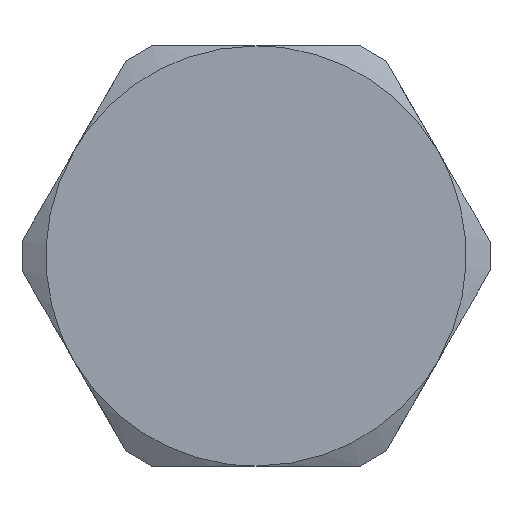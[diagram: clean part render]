
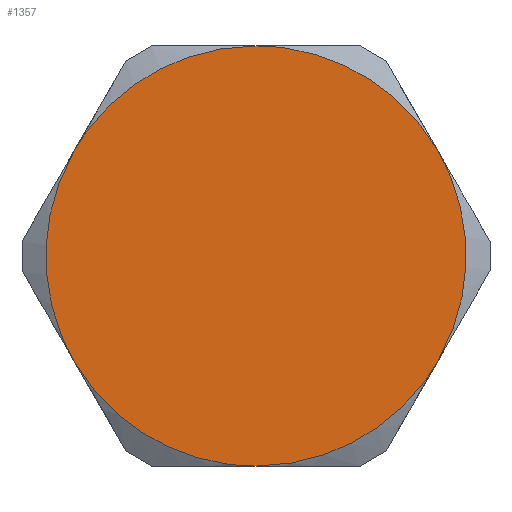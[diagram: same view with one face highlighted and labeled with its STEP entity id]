
A CAD part, left-side view. The second image highlights one B-rep face of the part: STEP entity #1357.
In plain terms, the highlighted free-form (B-spline) face has degree [1, 1] with [2, 2] control points.
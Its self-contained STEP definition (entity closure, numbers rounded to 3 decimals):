
#714 = VERTEX_POINT('', #715);
#715 = CARTESIAN_POINT('', (-14., 0., -16.));
#723 = EDGE_CURVE('', #724, #714, #726, .T.);
#724 = VERTEX_POINT('', #725);
#725 = CARTESIAN_POINT('', (-14., 13.856, -8.));
#726 = (
   BOUNDED_CURVE ()
   B_SPLINE_CURVE (2, (#727, #728, #729), .UNSPECIFIED., .F., .U.)
   B_SPLINE_CURVE_WITH_KNOTS ((3, 3), (120., 180.), .UNSPECIFIED.)
   CURVE ()
   GEOMETRIC_REPRESENTATION_ITEM ()
   RATIONAL_B_SPLINE_CURVE ((1., 0.866, 1.))
   REPRESENTATION_ITEM ('')
);
#727 = CARTESIAN_POINT('', (-14., 13.856, -8.));
#728 = CARTESIAN_POINT('', (-14., 9.238, -16.));
#729 = CARTESIAN_POINT('', (-14., 0., -16.));
#767 = EDGE_CURVE('', #768, #724, #770, .T.);
#768 = VERTEX_POINT('', #769);
#769 = CARTESIAN_POINT('', (-14., 13.856, 8.));
#770 = (
   BOUNDED_CURVE ()
   B_SPLINE_CURVE (2, (#771, #772, #773), .UNSPECIFIED., .F., .U.)
   B_SPLINE_CURVE_WITH_KNOTS ((3, 3), (60., 120.), .UNSPECIFIED.)
   CURVE ()
   GEOMETRIC_REPRESENTATION_ITEM ()
   RATIONAL_B_SPLINE_CURVE ((1., 0.866, 1.))
   REPRESENTATION_ITEM ('')
);
#771 = CARTESIAN_POINT('', (-14., 13.856, 8.));
#772 = CARTESIAN_POINT('', (-14., 18.475, 0.));
#773 = CARTESIAN_POINT('', (-14., 13.856, -8.));
#820 = VERTEX_POINT('', #821);
#821 = CARTESIAN_POINT('', (-14., -13.856, -8.));
#827 = EDGE_CURVE('', #714, #820, #828, .T.);
#828 = (
   BOUNDED_CURVE ()
   B_SPLINE_CURVE (2, (#829, #830, #831), .UNSPECIFIED., .F., .U.)
   B_SPLINE_CURVE_WITH_KNOTS ((3, 3), (180., 240.), .UNSPECIFIED.)
   CURVE ()
   GEOMETRIC_REPRESENTATION_ITEM ()
   RATIONAL_B_SPLINE_CURVE ((1., 0.866, 1.))
   REPRESENTATION_ITEM ('')
);
#829 = CARTESIAN_POINT('', (-14., 0., -16.));
#830 = CARTESIAN_POINT('', (-14., -9.238, -16.));
#831 = CARTESIAN_POINT('', (-14., -13.856, -8.));
#850 = VERTEX_POINT('', #851);
#851 = CARTESIAN_POINT('', (-14., 0., 16.));
#871 = EDGE_CURVE('', #850, #768, #872, .T.);
#872 = (
   BOUNDED_CURVE ()
   B_SPLINE_CURVE (2, (#873, #874, #875), .UNSPECIFIED., .F., .U.)
   B_SPLINE_CURVE_WITH_KNOTS ((3, 3), (0., 60.), .UNSPECIFIED.)
   CURVE ()
   GEOMETRIC_REPRESENTATION_ITEM ()
   RATIONAL_B_SPLINE_CURVE ((1., 0.866, 1.))
   REPRESENTATION_ITEM ('')
);
#873 = CARTESIAN_POINT('', (-14., 0., 16.));
#874 = CARTESIAN_POINT('', (-14., 9.238, 16.));
#875 = CARTESIAN_POINT('', (-14., 13.856, 8.));
#892 = VERTEX_POINT('', #893);
#893 = CARTESIAN_POINT('', (-14., -13.856, 8.));
#901 = EDGE_CURVE('', #820, #892, #902, .T.);
#902 = (
   BOUNDED_CURVE ()
   B_SPLINE_CURVE (2, (#903, #904, #905), .UNSPECIFIED., .F., .U.)
   B_SPLINE_CURVE_WITH_KNOTS ((3, 3), (240., 300.), .UNSPECIFIED.)
   CURVE ()
   GEOMETRIC_REPRESENTATION_ITEM ()
   RATIONAL_B_SPLINE_CURVE ((1., 0.866, 1.))
   REPRESENTATION_ITEM ('')
);
#903 = CARTESIAN_POINT('', (-14., -13.856, -8.));
#904 = CARTESIAN_POINT('', (-14., -18.475, 0.));
#905 = CARTESIAN_POINT('', (-14., -13.856, 8.));
#957 = EDGE_CURVE('', #892, #850, #958, .T.);
#958 = (
   BOUNDED_CURVE ()
   B_SPLINE_CURVE (2, (#959, #960, #961), .UNSPECIFIED., .F., .U.)
   B_SPLINE_CURVE_WITH_KNOTS ((3, 3), (300., 360.), .UNSPECIFIED.)
   CURVE ()
   GEOMETRIC_REPRESENTATION_ITEM ()
   RATIONAL_B_SPLINE_CURVE ((1., 0.866, 1.))
   REPRESENTATION_ITEM ('')
);
#959 = CARTESIAN_POINT('', (-14., -13.856, 8.));
#960 = CARTESIAN_POINT('', (-14., -9.238, 16.));
#961 = CARTESIAN_POINT('', (-14., 0., 16.));
#1357 = ADVANCED_FACE('', (#1358), #1366, .T.);
#1358 = FACE_OUTER_BOUND('', #1359, .T.);
#1359 = EDGE_LOOP('', (#1360, #1361, #1362, #1363, #1364, #1365));
#1360 = ORIENTED_EDGE('', *, *, #767, .T.);
#1361 = ORIENTED_EDGE('', *, *, #723, .T.);
#1362 = ORIENTED_EDGE('', *, *, #827, .T.);
#1363 = ORIENTED_EDGE('', *, *, #901, .T.);
#1364 = ORIENTED_EDGE('', *, *, #957, .T.);
#1365 = ORIENTED_EDGE('', *, *, #871, .T.);
#1366 = B_SPLINE_SURFACE_WITH_KNOTS('', 1, 1, ((#1367, #1368), (#1369, #1370)), .UNSPECIFIED., .F., .F., .U., (2, 2), (2, 2), (-16.001, 16.001), (-18.476, 18.476), .UNSPECIFIED.);
#1367 = CARTESIAN_POINT('', (-14., -18.476, -16.001));
#1368 = CARTESIAN_POINT('', (-14., 18.476, -16.001));
#1369 = CARTESIAN_POINT('', (-14., -18.476, 16.001));
#1370 = CARTESIAN_POINT('', (-14., 18.476, 16.001));
